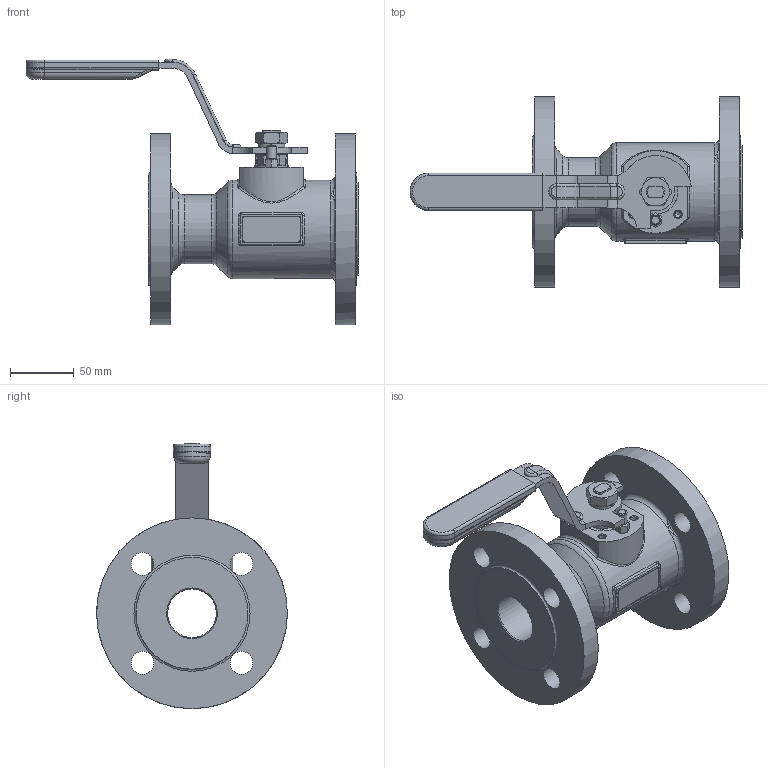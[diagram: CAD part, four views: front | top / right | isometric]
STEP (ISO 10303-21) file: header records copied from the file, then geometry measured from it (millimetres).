
FILE_DESCRIPTION(/* description */ (''),/* implementation_level */ '2;1');
FILE_NAME(/* name */ 'GA-F519-15-PN16-W-A-1.stp',/* time_stamp */ '2022-01-20T18:21:55+06:00',/* author */ ('10157457'),/* organization */ (''),/* preprocessor_version */ 'ST-DEVELOPER v16.1',/* originating_system */ 'Autodesk Inventor 2016',/* authorisation */ '');
FILE_SCHEMA (('AUTOMOTIVE_DESIGN { 1 0 10303 214 3 1 1 }'));
Length unit declared in the file: millimetre
Products named in the file (1): GA-F519-15-PN16-W-A-1
Bounding box: 261.01 x 150 x 208.63 mm (x, y, z)
Volume: 992848.4 mm3; surface area: 155611.3 mm2
Topology: 1 solids, 1 shells, 394 faces, 1049 edges, 650 vertices
Faces by surface type: plane 175, cylinder 113, cone 42, bspline 32, torus 32
Full cylindrical faces by diameter (mm): 4.917 x4, 6.647 x1, 7.925 x1, 18 x8, 19.89 x1, 27 x1, 35.085 x1, 38.25 x1, 54 x1, 73 x1, 75 x1, 77.5 x1, 88 x1, 150 x2
Entity records: 13110 total; most frequent: CARTESIAN_POINT 3454, ORIENTED_EDGE 1946, DIRECTION 1859, EDGE_CURVE 973, AXIS2_PLACEMENT_3D 708, VERTEX_POINT 626, EDGE_LOOP 479, LINE 443
